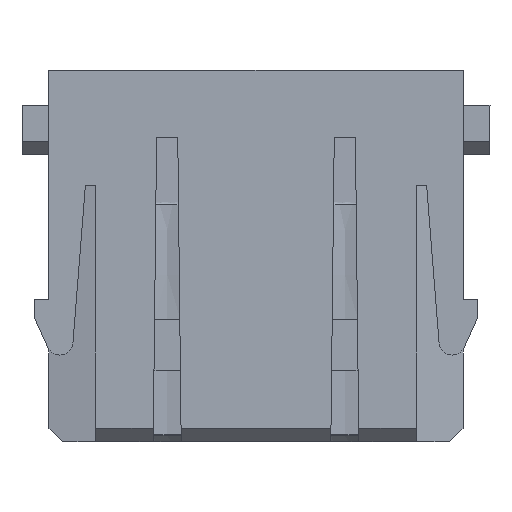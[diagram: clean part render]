
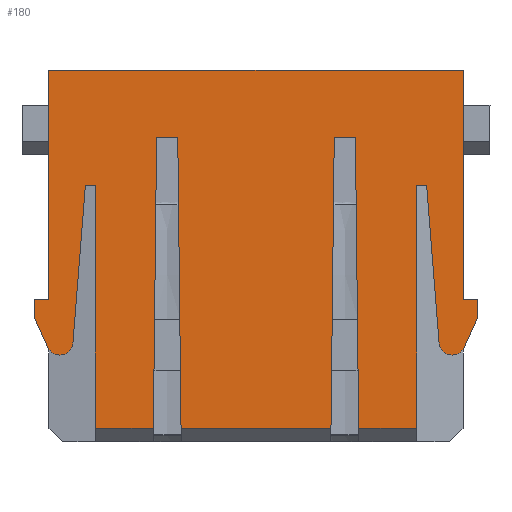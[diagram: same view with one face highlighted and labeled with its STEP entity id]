
A CAD part, front view. The second image highlights one B-rep face of the part: STEP entity #180.
In plain terms, the highlighted planar face has unit normal (0, -1, 0).
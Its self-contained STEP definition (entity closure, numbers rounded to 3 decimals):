
#180=ADVANCED_FACE('',(#418),#323,.F.);
#323=PLANE('',#2863);
#418=FACE_OUTER_BOUND('',#550,.T.);
#550=EDGE_LOOP('',(#826,#827,#828,#829,#830,#831,#832,#833,#834,#835,#836,
#837,#838,#839,#840,#841,#842,#843,#844,#845,#846,#847,#848,#849,#850,#851));
#712=CIRCLE('',#2861,0.961);
#713=CIRCLE('',#2862,0.961);
#826=ORIENTED_EDGE('',*,*,#1901,.T.);
#827=ORIENTED_EDGE('',*,*,#1916,.F.);
#828=ORIENTED_EDGE('',*,*,#1917,.F.);
#829=ORIENTED_EDGE('',*,*,#1918,.F.);
#830=ORIENTED_EDGE('',*,*,#1903,.F.);
#831=ORIENTED_EDGE('',*,*,#1919,.F.);
#832=ORIENTED_EDGE('',*,*,#1920,.F.);
#833=ORIENTED_EDGE('',*,*,#1921,.F.);
#834=ORIENTED_EDGE('',*,*,#1922,.F.);
#835=ORIENTED_EDGE('',*,*,#1923,.F.);
#836=ORIENTED_EDGE('',*,*,#1924,.F.);
#837=ORIENTED_EDGE('',*,*,#1925,.T.);
#838=ORIENTED_EDGE('',*,*,#1926,.T.);
#839=ORIENTED_EDGE('',*,*,#1927,.T.);
#840=ORIENTED_EDGE('',*,*,#1928,.F.);
#841=ORIENTED_EDGE('',*,*,#1929,.F.);
#842=ORIENTED_EDGE('',*,*,#1930,.F.);
#843=ORIENTED_EDGE('',*,*,#1931,.F.);
#844=ORIENTED_EDGE('',*,*,#1932,.T.);
#845=ORIENTED_EDGE('',*,*,#1933,.T.);
#846=ORIENTED_EDGE('',*,*,#1934,.T.);
#847=ORIENTED_EDGE('',*,*,#1935,.T.);
#848=ORIENTED_EDGE('',*,*,#1936,.F.);
#849=ORIENTED_EDGE('',*,*,#1937,.F.);
#850=ORIENTED_EDGE('',*,*,#1938,.T.);
#851=ORIENTED_EDGE('',*,*,#1939,.T.);
#1628=VERTEX_POINT('',#3913);
#1629=VERTEX_POINT('',#3915);
#1630=VERTEX_POINT('',#3919);
#1631=VERTEX_POINT('',#3920);
#1642=VERTEX_POINT('',#3960);
#1643=VERTEX_POINT('',#3962);
#1644=VERTEX_POINT('',#3965);
#1645=VERTEX_POINT('',#3967);
#1646=VERTEX_POINT('',#3969);
#1647=VERTEX_POINT('',#3971);
#1648=VERTEX_POINT('',#3973);
#1649=VERTEX_POINT('',#3975);
#1650=VERTEX_POINT('',#3977);
#1651=VERTEX_POINT('',#3979);
#1652=VERTEX_POINT('',#3981);
#1653=VERTEX_POINT('',#3983);
#1654=VERTEX_POINT('',#3985);
#1655=VERTEX_POINT('',#3987);
#1656=VERTEX_POINT('',#3989);
#1657=VERTEX_POINT('',#3991);
#1658=VERTEX_POINT('',#3993);
#1659=VERTEX_POINT('',#3995);
#1660=VERTEX_POINT('',#3997);
#1661=VERTEX_POINT('',#3999);
#1662=VERTEX_POINT('',#4001);
#1663=VERTEX_POINT('',#4003);
#1901=EDGE_CURVE('',#1629,#1628,#2298,.T.);
#1903=EDGE_CURVE('',#1630,#1631,#2300,.T.);
#1916=EDGE_CURVE('',#1642,#1628,#2308,.T.);
#1917=EDGE_CURVE('',#1643,#1642,#2309,.T.);
#1918=EDGE_CURVE('',#1631,#1643,#2310,.T.);
#1919=EDGE_CURVE('',#1644,#1630,#2311,.T.);
#1920=EDGE_CURVE('',#1645,#1644,#2312,.T.);
#1921=EDGE_CURVE('',#1646,#1645,#2313,.T.);
#1922=EDGE_CURVE('',#1647,#1646,#2314,.T.);
#1923=EDGE_CURVE('',#1648,#1647,#2315,.T.);
#1924=EDGE_CURVE('',#1649,#1648,#2316,.T.);
#1925=EDGE_CURVE('',#1649,#1650,#2317,.T.);
#1926=EDGE_CURVE('',#1650,#1651,#712,.T.);
#1927=EDGE_CURVE('',#1651,#1652,#2318,.T.);
#1928=EDGE_CURVE('',#1653,#1652,#2319,.T.);
#1929=EDGE_CURVE('',#1654,#1653,#2320,.T.);
#1930=EDGE_CURVE('',#1655,#1654,#2321,.T.);
#1931=EDGE_CURVE('',#1656,#1655,#2322,.T.);
#1932=EDGE_CURVE('',#1656,#1657,#2323,.T.);
#1933=EDGE_CURVE('',#1657,#1658,#2324,.T.);
#1934=EDGE_CURVE('',#1658,#1659,#2325,.T.);
#1935=EDGE_CURVE('',#1659,#1660,#2326,.T.);
#1936=EDGE_CURVE('',#1661,#1660,#713,.T.);
#1937=EDGE_CURVE('',#1662,#1661,#2327,.T.);
#1938=EDGE_CURVE('',#1662,#1663,#2328,.T.);
#1939=EDGE_CURVE('',#1663,#1629,#2329,.T.);
#2298=LINE('',#3914,#2590);
#2300=LINE('',#3918,#2592);
#2308=LINE('',#3959,#2600);
#2309=LINE('',#3961,#2601);
#2310=LINE('',#3963,#2602);
#2311=LINE('',#3964,#2603);
#2312=LINE('',#3966,#2604);
#2313=LINE('',#3968,#2605);
#2314=LINE('',#3970,#2606);
#2315=LINE('',#3972,#2607);
#2316=LINE('',#3974,#2608);
#2317=LINE('',#3976,#2609);
#2318=LINE('',#3980,#2610);
#2319=LINE('',#3982,#2611);
#2320=LINE('',#3984,#2612);
#2321=LINE('',#3986,#2613);
#2322=LINE('',#3988,#2614);
#2323=LINE('',#3990,#2615);
#2324=LINE('',#3992,#2616);
#2325=LINE('',#3994,#2617);
#2326=LINE('',#3996,#2618);
#2327=LINE('',#4000,#2619);
#2328=LINE('',#4002,#2620);
#2329=LINE('',#4004,#2621);
#2590=VECTOR('',#3130,1.);
#2592=VECTOR('',#3134,1.);
#2600=VECTOR('',#3152,1.);
#2601=VECTOR('',#3153,1.);
#2602=VECTOR('',#3154,1.);
#2603=VECTOR('',#3155,1.);
#2604=VECTOR('',#3156,1.);
#2605=VECTOR('',#3157,1.);
#2606=VECTOR('',#3158,1.);
#2607=VECTOR('',#3159,1.);
#2608=VECTOR('',#3160,1.);
#2609=VECTOR('',#3161,1.);
#2610=VECTOR('',#3164,1.);
#2611=VECTOR('',#3165,1.);
#2612=VECTOR('',#3166,1.);
#2613=VECTOR('',#3167,1.);
#2614=VECTOR('',#3168,1.);
#2615=VECTOR('',#3169,1.);
#2616=VECTOR('',#3170,1.);
#2617=VECTOR('',#3171,1.);
#2618=VECTOR('',#3172,1.);
#2619=VECTOR('',#3175,1.);
#2620=VECTOR('',#3176,1.);
#2621=VECTOR('',#3177,1.);
#2861=AXIS2_PLACEMENT_3D('',#3978,#3162,#3163);
#2862=AXIS2_PLACEMENT_3D('',#3998,#3173,#3174);
#2863=AXIS2_PLACEMENT_3D('',#4005,#3178,#3179);
#3130=DIRECTION('',(1.,0.,0.));
#3134=DIRECTION('',(-1.,0.,0.));
#3152=DIRECTION('',(-0.011,0.,-1.));
#3153=DIRECTION('',(-1.,0.,0.));
#3154=DIRECTION('',(-0.011,0.,1.));
#3155=DIRECTION('',(-0.011,0.,-1.));
#3156=DIRECTION('',(-1.,0.,0.));
#3157=DIRECTION('',(-0.011,0.,1.));
#3158=DIRECTION('',(-1.,0.,0.));
#3159=DIRECTION('',(0.,0.,-1.));
#3160=DIRECTION('',(-1.,0.,0.));
#3161=DIRECTION('',(0.079,0.,-0.997));
#3162=DIRECTION('',(0.,-1.,0.));
#3163=DIRECTION('',(-1.,0.,0.));
#3164=DIRECTION('',(0.415,0.,0.91));
#3165=DIRECTION('',(0.,0.,-1.));
#3166=DIRECTION('',(1.,0.,0.));
#3167=DIRECTION('',(0.,0.,-1.));
#3168=DIRECTION('',(1.,0.,0.));
#3169=DIRECTION('',(0.,0.,-1.));
#3170=DIRECTION('',(-1.,0.,0.));
#3171=DIRECTION('',(0.,0.,-1.));
#3172=DIRECTION('',(0.415,0.,-0.91));
#3173=DIRECTION('',(0.,1.,0.));
#3174=DIRECTION('',(-1.,0.,0.));
#3175=DIRECTION('',(-0.079,0.,-0.997));
#3176=DIRECTION('',(1.,0.,0.));
#3177=DIRECTION('',(0.,0.,-1.));
#3178=DIRECTION('',(0.,1.,0.));
#3179=DIRECTION('',(1.,0.,0.));
#3913=CARTESIAN_POINT('',(-100.554,-22.761,-26.2));
#3914=CARTESIAN_POINT('',(-107.191,-22.761,-26.2));
#3915=CARTESIAN_POINT('',(-104.791,-22.761,-26.2));
#3918=CARTESIAN_POINT('',(-108.191,-22.761,-26.2));
#3919=CARTESIAN_POINT('',(-87.554,-22.761,-26.2));
#3920=CARTESIAN_POINT('',(-98.527,-22.761,-26.2));
#3959=CARTESIAN_POINT('',(-100.262,-22.761,-0.089));
#3960=CARTESIAN_POINT('',(-100.316,-22.761,-4.9));
#3961=CARTESIAN_POINT('',(-108.191,-22.761,-4.9));
#3962=CARTESIAN_POINT('',(-98.766,-22.761,-4.9));
#3963=CARTESIAN_POINT('',(-98.822,-22.761,0.105));
#3964=CARTESIAN_POINT('',(-87.263,-22.761,-0.235));
#3965=CARTESIAN_POINT('',(-87.316,-22.761,-4.9));
#3966=CARTESIAN_POINT('',(-108.191,-22.761,-4.9));
#3967=CARTESIAN_POINT('',(-85.766,-22.761,-4.9));
#3968=CARTESIAN_POINT('',(-85.823,-22.761,0.251));
#3969=CARTESIAN_POINT('',(-85.527,-22.761,-26.2));
#3970=CARTESIAN_POINT('',(-108.191,-22.761,-26.2));
#3971=CARTESIAN_POINT('',(-81.291,-22.761,-26.2));
#3972=CARTESIAN_POINT('',(-81.291,-22.761,0.));
#3973=CARTESIAN_POINT('',(-81.291,-22.761,-8.45));
#3974=CARTESIAN_POINT('',(-80.591,-22.761,-8.45));
#3975=CARTESIAN_POINT('',(-80.555,-22.761,-8.45));
#3976=CARTESIAN_POINT('',(-81.391,-22.761,2.119));
#3977=CARTESIAN_POINT('',(-79.644,-22.761,-19.965));
#3978=CARTESIAN_POINT('',(-78.686,-22.761,-19.889));
#3979=CARTESIAN_POINT('',(-77.812,-22.761,-20.287));
#3980=CARTESIAN_POINT('',(-75.38,-22.761,-14.952));
#3981=CARTESIAN_POINT('',(-76.841,-22.761,-18.156));
#3982=CARTESIAN_POINT('',(-76.841,-22.761,5.8));
#3983=CARTESIAN_POINT('',(-76.841,-22.761,-16.75));
#3984=CARTESIAN_POINT('',(-77.891,-22.761,-16.75));
#3985=CARTESIAN_POINT('',(-77.891,-22.761,-16.75));
#3986=CARTESIAN_POINT('',(-77.891,-22.761,0.));
#3987=CARTESIAN_POINT('',(-77.891,-22.761,0.));
#3988=CARTESIAN_POINT('',(-108.191,-22.761,0.));
#3989=CARTESIAN_POINT('',(-108.191,-22.761,0.));
#3990=CARTESIAN_POINT('',(-108.191,-22.761,0.));
#3991=CARTESIAN_POINT('',(-108.191,-22.761,-16.75));
#3992=CARTESIAN_POINT('',(-108.191,-22.761,-16.75));
#3993=CARTESIAN_POINT('',(-109.241,-22.761,-16.75));
#3994=CARTESIAN_POINT('',(-109.241,-22.761,0.));
#3995=CARTESIAN_POINT('',(-109.241,-22.761,-18.156));
#3996=CARTESIAN_POINT('',(-115.911,-22.761,-3.518));
#3997=CARTESIAN_POINT('',(-108.269,-22.761,-20.287));
#3998=CARTESIAN_POINT('',(-107.395,-22.761,-19.889));
#3999=CARTESIAN_POINT('',(-106.437,-22.761,-19.965));
#4000=CARTESIAN_POINT('',(-106.437,-22.761,-19.965));
#4001=CARTESIAN_POINT('',(-105.526,-22.761,-8.45));
#4002=CARTESIAN_POINT('',(-108.191,-22.761,-8.45));
#4003=CARTESIAN_POINT('',(-104.791,-22.761,-8.45));
#4004=CARTESIAN_POINT('',(-104.791,-22.761,5.8));
#4005=CARTESIAN_POINT('',(-108.191,-22.761,0.));
